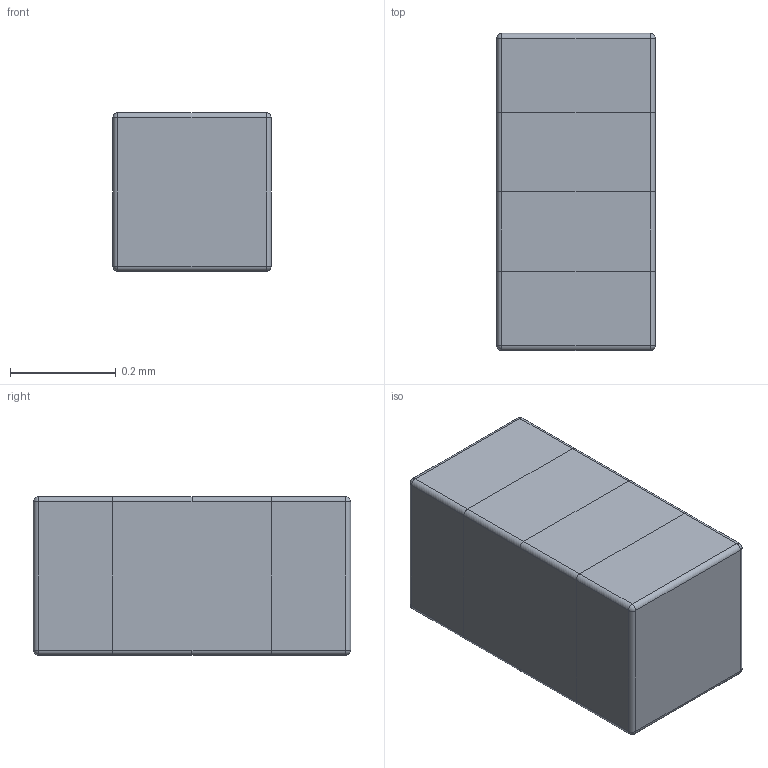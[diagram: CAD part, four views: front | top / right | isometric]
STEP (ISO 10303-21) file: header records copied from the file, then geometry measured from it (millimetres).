
FILE_DESCRIPTION(/* description */ ('Unknown'),/* implementation_level */ '2;1');
FILE_NAME(/* name */ '7447820xxx_0201',/* time_stamp */ '2019-10-01T16:13:46+02:00',/* author */ ('Unknown'),/* organization */ ('Unknown'),/* preprocessor_version */ 'ST-DEVELOPER v16.7',/* originating_system */ 'DEX',/* authorisation */ $);
FILE_SCHEMA (('AUTOMOTIVE_DESIGN {1 0 10303 214 3 1 1}'));
Length unit declared in the file: millimetre
Products named in the file (5): 7447820xxx_0201; Ceramic; Pad; Marking ; Pad_mir
Assembly tree (5 placements, depth 2):
  7447820xxx_0201
    Ceramic
    Pad
    Marking   x2
    Pad_mir
Bounding box: 0.3 x 0.6 x 0.3 mm (x, y, z)
Volume: 0.1 mm3; surface area: 1.4 mm2
Topology: 5 solids, 5 shells, 62 faces, 136 edges, 76 vertices
Faces by surface type: plane 30, cylinder 24, sphere 8
Entity records: 1597 total; most frequent: DIRECTION 284, CARTESIAN_POINT 246, ORIENTED_EDGE 232, EDGE_CURVE 116, AXIS2_PLACEMENT_3D 106, LINE 72, VECTOR 72, VERTEX_POINT 68
